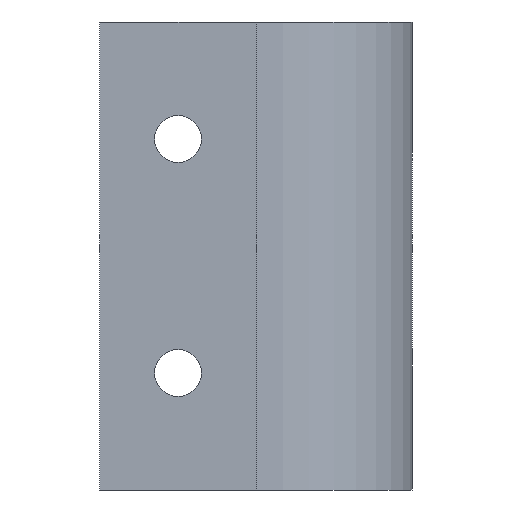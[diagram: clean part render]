
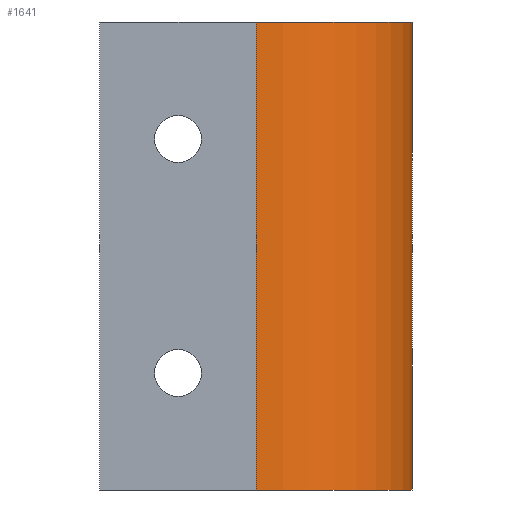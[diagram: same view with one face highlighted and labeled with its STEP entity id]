
A CAD part, left-side view. The second image highlights one B-rep face of the part: STEP entity #1641.
In plain terms, the highlighted cylindrical face has radius 10 mm (diameter 20 mm), a partial arc.
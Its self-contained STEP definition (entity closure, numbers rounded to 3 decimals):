
#213=FACE_OUTER_BOUND('',#403,.T.);
#403=EDGE_LOOP('',(#1465,#1466,#1467,#1468));
#491=LINE('',#2768,#579);
#492=LINE('',#2774,#580);
#579=VECTOR('',#2331,10.);
#580=VECTOR('',#2338,10.);
#715=CIRCLE('',#1856,10.);
#716=CIRCLE('',#1857,10.);
#853=VERTEX_POINT('',#2764);
#854=VERTEX_POINT('',#2766);
#855=VERTEX_POINT('',#2770);
#856=VERTEX_POINT('',#2772);
#1065=EDGE_CURVE('',#853,#854,#491,.T.);
#1066=EDGE_CURVE('',#855,#853,#715,.T.);
#1067=EDGE_CURVE('',#856,#854,#716,.T.);
#1068=EDGE_CURVE('',#855,#856,#492,.T.);
#1465=ORIENTED_EDGE('',*,*,#1066,.T.);
#1466=ORIENTED_EDGE('',*,*,#1065,.T.);
#1467=ORIENTED_EDGE('',*,*,#1067,.F.);
#1468=ORIENTED_EDGE('',*,*,#1068,.F.);
#1572=CYLINDRICAL_SURFACE('',#1855,10.);
#1641=ADVANCED_FACE('',(#213),#1572,.T.);
#1855=AXIS2_PLACEMENT_3D('',#2769,#2332,#2333);
#1856=AXIS2_PLACEMENT_3D('',#2771,#2334,#2335);
#1857=AXIS2_PLACEMENT_3D('',#2773,#2336,#2337);
#2331=DIRECTION('',(0.,0.,1.));
#2332=DIRECTION('center_axis',(0.,0.,1.));
#2333=DIRECTION('ref_axis',(-1.,0.,0.));
#2334=DIRECTION('center_axis',(0.,0.,1.));
#2335=DIRECTION('ref_axis',(-1.,0.,0.));
#2336=DIRECTION('center_axis',(0.,0.,1.));
#2337=DIRECTION('ref_axis',(-1.,0.,0.));
#2338=DIRECTION('',(0.,0.,1.));
#2764=CARTESIAN_POINT('',(10.,0.,0.));
#2766=CARTESIAN_POINT('',(10.,0.,30.));
#2768=CARTESIAN_POINT('',(10.,0.,0.));
#2769=CARTESIAN_POINT('Origin',(10.,10.,0.));
#2770=CARTESIAN_POINT('',(0.,10.,0.));
#2771=CARTESIAN_POINT('Origin',(10.,10.,0.));
#2772=CARTESIAN_POINT('',(0.,10.,30.));
#2773=CARTESIAN_POINT('Origin',(10.,10.,30.));
#2774=CARTESIAN_POINT('',(0.,10.,0.));
